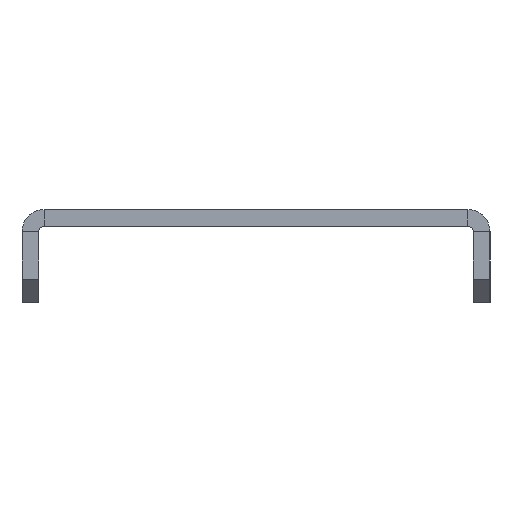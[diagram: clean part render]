
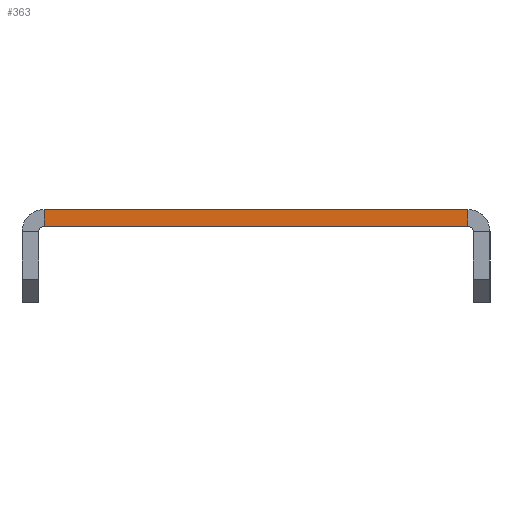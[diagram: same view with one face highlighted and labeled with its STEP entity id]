
A CAD part, left-side view. The second image highlights one B-rep face of the part: STEP entity #363.
In plain terms, the highlighted planar face has unit normal (-1, 0, 0).
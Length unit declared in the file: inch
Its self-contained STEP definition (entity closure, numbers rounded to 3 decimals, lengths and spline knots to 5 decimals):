
#10 = VERTEX_POINT ( 'NONE', #212 ) ;
#39 = DIRECTION ( 'NONE',  ( 0., 0., -1. ) ) ;
#71 = CARTESIAN_POINT ( 'NONE',  ( 0., 0.119, -0.09 ) ) ;
#130 = CARTESIAN_POINT ( 'NONE',  ( 0., 0., -0.09 ) ) ;
#185 = LINE ( 'NONE', #2086, #818 ) ;
#212 = CARTESIAN_POINT ( 'NONE',  ( 0., 2.40069, 0. ) ) ;
#363 = ADVANCED_FACE ( 'NONE', ( #1548 ), #1196, .T. ) ;
#407 = EDGE_LOOP ( 'NONE', ( #763, #2014, #841, #2514 ) ) ;
#517 = LINE ( 'NONE', #1845, #1014 ) ;
#577 = DIRECTION ( 'NONE',  ( 0., -1., 0. ) ) ;
#621 = EDGE_CURVE ( 'NONE', #10, #1539, #185, .T. ) ;
#735 = VERTEX_POINT ( 'NONE', #2143 ) ;
#756 = VECTOR ( 'NONE', #2473, 39.37008 ) ;
#763 = ORIENTED_EDGE ( 'NONE', *, *, #1041, .F. ) ;
#818 = VECTOR ( 'NONE', #39, 39.37008 ) ;
#841 = ORIENTED_EDGE ( 'NONE', *, *, #2155, .T. ) ;
#987 = CARTESIAN_POINT ( 'NONE',  ( 0., 2.40069, -0.09 ) ) ;
#1014 = VECTOR ( 'NONE', #577, 39.37008 ) ;
#1041 = EDGE_CURVE ( 'NONE', #10, #735, #517, .T. ) ;
#1186 = CARTESIAN_POINT ( 'NONE',  ( 0., 2.42969, -0.119 ) ) ;
#1196 = PLANE ( 'NONE',  #1358 ) ;
#1254 = LINE ( 'NONE', #1343, #1312 ) ;
#1312 = VECTOR ( 'NONE', #2394, 39.37008 ) ;
#1343 = CARTESIAN_POINT ( 'NONE',  ( 0., 0.119, -0.09 ) ) ;
#1358 = AXIS2_PLACEMENT_3D ( 'NONE', #1186, #1626, #1805 ) ;
#1373 = EDGE_CURVE ( 'NONE', #2516, #735, #1254, .T. ) ;
#1539 = VERTEX_POINT ( 'NONE', #987 ) ;
#1548 = FACE_OUTER_BOUND ( 'NONE', #407, .T. ) ;
#1626 = DIRECTION ( 'NONE',  ( -1., 0., 0. ) ) ;
#1805 = DIRECTION ( 'NONE',  ( 0., 0., 1. ) ) ;
#1845 = CARTESIAN_POINT ( 'NONE',  ( 0., 0., 0. ) ) ;
#2014 = ORIENTED_EDGE ( 'NONE', *, *, #621, .T. ) ;
#2086 = CARTESIAN_POINT ( 'NONE',  ( 0., 2.40069, 0. ) ) ;
#2143 = CARTESIAN_POINT ( 'NONE',  ( 0., 0.119, 0. ) ) ;
#2155 = EDGE_CURVE ( 'NONE', #1539, #2516, #2280, .T. ) ;
#2280 = LINE ( 'NONE', #130, #756 ) ;
#2394 = DIRECTION ( 'NONE',  ( 0., 0., 1. ) ) ;
#2473 = DIRECTION ( 'NONE',  ( 0., -1., 0. ) ) ;
#2514 = ORIENTED_EDGE ( 'NONE', *, *, #1373, .T. ) ;
#2516 = VERTEX_POINT ( 'NONE', #71 ) ;
